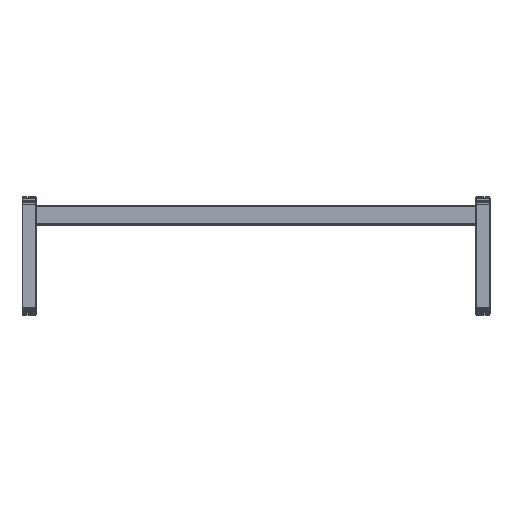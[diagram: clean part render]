
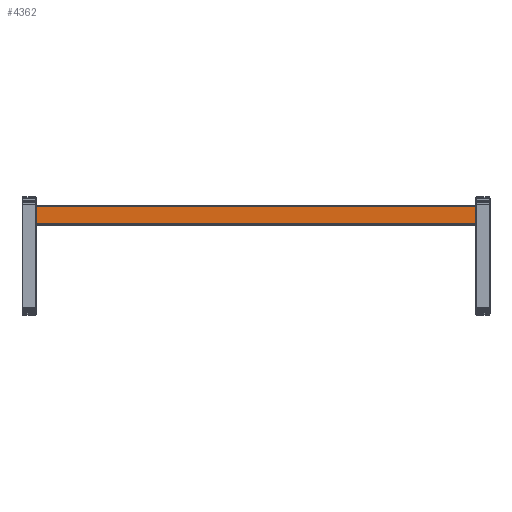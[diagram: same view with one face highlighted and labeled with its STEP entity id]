
A CAD part, top view. The second image highlights one B-rep face of the part: STEP entity #4362.
In plain terms, the highlighted face is planar.
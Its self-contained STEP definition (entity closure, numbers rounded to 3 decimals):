
#171 = VECTOR ( 'NONE', #346, 1000. ) ;
#346 = DIRECTION ( 'NONE',  ( 0., -1., 0. ) ) ;
#762 = DIRECTION ( 'NONE',  ( 1., 0., 0. ) ) ;
#838 = VERTEX_POINT ( 'NONE', #4947 ) ;
#1231 = LINE ( 'NONE', #1921, #171 ) ;
#1247 = VECTOR ( 'NONE', #1720, 1000. ) ;
#1397 = EDGE_CURVE ( 'NONE', #2953, #4308, #3770, .T. ) ;
#1475 = CARTESIAN_POINT ( 'NONE',  ( -10., -18.5, 470. ) ) ;
#1550 = CARTESIAN_POINT ( 'NONE',  ( -10., 18.5, 470. ) ) ;
#1571 = CARTESIAN_POINT ( 'NONE',  ( -10., -18.5, -470. ) ) ;
#1720 = DIRECTION ( 'NONE',  ( 0., -1., 0. ) ) ;
#1735 = VERTEX_POINT ( 'NONE', #3147 ) ;
#1921 = CARTESIAN_POINT ( 'NONE',  ( -10., 18.5, 470. ) ) ;
#2126 = DIRECTION ( 'NONE',  ( 0., 0., -1. ) ) ;
#2520 = CARTESIAN_POINT ( 'NONE',  ( -10., 18.5, -470. ) ) ;
#2598 = PLANE ( 'NONE',  #5049 ) ;
#2675 = DIRECTION ( 'NONE',  ( 0., 0., -1. ) ) ;
#2810 = ORIENTED_EDGE ( 'NONE', *, *, #1397, .F. ) ;
#2953 = VERTEX_POINT ( 'NONE', #1475 ) ;
#3145 = LINE ( 'NONE', #2520, #1247 ) ;
#3147 = CARTESIAN_POINT ( 'NONE',  ( -10., 18.5, 470. ) ) ;
#3408 = EDGE_LOOP ( 'NONE', ( #3411, #2810, #4849, #4935 ) ) ;
#3411 = ORIENTED_EDGE ( 'NONE', *, *, #4030, .T. ) ;
#3418 = EDGE_CURVE ( 'NONE', #1735, #838, #3438, .T. ) ;
#3438 = LINE ( 'NONE', #1550, #4348 ) ;
#3442 = EDGE_CURVE ( 'NONE', #1735, #2953, #1231, .T. ) ;
#3770 = LINE ( 'NONE', #3997, #4740 ) ;
#3820 = FACE_OUTER_BOUND ( 'NONE', #3408, .T. ) ;
#3997 = CARTESIAN_POINT ( 'NONE',  ( -10., -18.5, 470. ) ) ;
#4030 = EDGE_CURVE ( 'NONE', #838, #4308, #3145, .T. ) ;
#4177 = CARTESIAN_POINT ( 'NONE',  ( -10., 18.5, 470. ) ) ;
#4308 = VERTEX_POINT ( 'NONE', #1571 ) ;
#4348 = VECTOR ( 'NONE', #2675, 1000. ) ;
#4362 = ADVANCED_FACE ( 'NONE', ( #3820 ), #2598, .F. ) ;
#4551 = DIRECTION ( 'NONE',  ( 0., 0., -1. ) ) ;
#4740 = VECTOR ( 'NONE', #2126, 1000. ) ;
#4849 = ORIENTED_EDGE ( 'NONE', *, *, #3442, .F. ) ;
#4935 = ORIENTED_EDGE ( 'NONE', *, *, #3418, .T. ) ;
#4947 = CARTESIAN_POINT ( 'NONE',  ( -10., 18.5, -470. ) ) ;
#5049 = AXIS2_PLACEMENT_3D ( 'NONE', #4177, #762, #4551 ) ;
